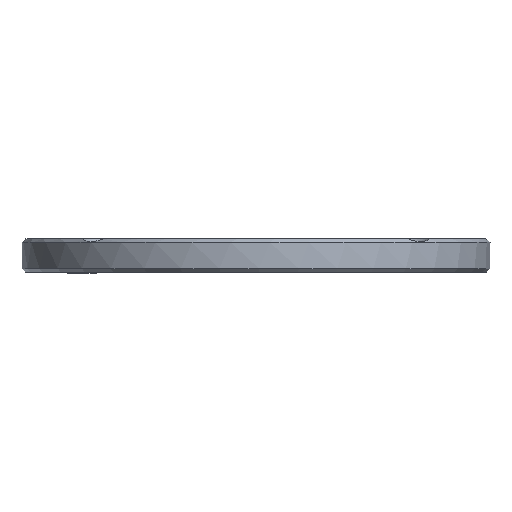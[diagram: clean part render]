
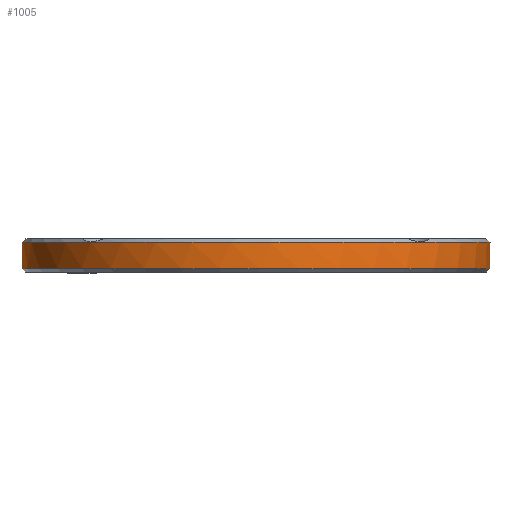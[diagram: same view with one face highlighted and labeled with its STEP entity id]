
A CAD part, front view. The second image highlights one B-rep face of the part: STEP entity #1005.
In plain terms, the highlighted cylindrical face has radius 33.5 mm (diameter 67 mm), a full revolution.
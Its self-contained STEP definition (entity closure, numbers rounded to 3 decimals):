
#81=LINE('',#1730,#135);
#82=LINE('',#1734,#136);
#135=VECTOR('',#1240,1000.);
#136=VECTOR('',#1243,1000.);
#229=CIRCLE('',#1093,33.5);
#230=CIRCLE('',#1094,33.5);
#231=CIRCLE('',#1095,33.5);
#311=ORIENTED_EDGE('',*,*,#600,.T.);
#312=ORIENTED_EDGE('',*,*,#601,.T.);
#313=ORIENTED_EDGE('',*,*,#602,.T.);
#314=ORIENTED_EDGE('',*,*,#603,.F.);
#315=ORIENTED_EDGE('',*,*,#604,.T.);
#600=EDGE_CURVE('',#742,#742,#229,.F.);
#601=EDGE_CURVE('',#743,#744,#230,.T.);
#602=EDGE_CURVE('',#744,#745,#81,.T.);
#603=EDGE_CURVE('',#746,#745,#231,.F.);
#604=EDGE_CURVE('',#746,#743,#82,.F.);
#742=VERTEX_POINT('',#1726);
#743=VERTEX_POINT('',#1728);
#744=VERTEX_POINT('',#1729);
#745=VERTEX_POINT('',#1731);
#746=VERTEX_POINT('',#1733);
#827=EDGE_LOOP('',(#311));
#828=EDGE_LOOP('',(#312,#313,#314,#315));
#912=FACE_BOUND('',#827,.T.);
#913=FACE_BOUND('',#828,.T.);
#987=CYLINDRICAL_SURFACE('',#1092,33.5);
#1005=ADVANCED_FACE('',(#912,#913),#987,.T.);
#1092=AXIS2_PLACEMENT_3D('',#1724,#1234,#1235);
#1093=AXIS2_PLACEMENT_3D('',#1725,#1236,#1237);
#1094=AXIS2_PLACEMENT_3D('',#1727,#1238,#1239);
#1095=AXIS2_PLACEMENT_3D('',#1732,#1241,#1242);
#1234=DIRECTION('',(0.,0.,1.));
#1235=DIRECTION('',(0.537,0.843,0.));
#1236=DIRECTION('',(0.,0.,1.));
#1237=DIRECTION('',(1.,0.,0.));
#1238=DIRECTION('',(0.,0.,1.));
#1239=DIRECTION('',(1.,0.,0.));
#1240=DIRECTION('',(0.,0.,1.));
#1241=DIRECTION('',(0.,0.,1.));
#1242=DIRECTION('',(0.,-1.,0.));
#1243=DIRECTION('',(0.,0.,1.));
#1724=CARTESIAN_POINT('',(0.,0.,-4.));
#1725=CARTESIAN_POINT('',(0.,0.,3.75));
#1726=CARTESIAN_POINT('',(33.5,0.,3.75));
#1727=CARTESIAN_POINT('',(0.,0.,0.));
#1728=CARTESIAN_POINT('',(29.908,15.092,0.));
#1729=CARTESIAN_POINT('',(31.82,10.475,0.));
#1730=CARTESIAN_POINT('',(31.82,10.475,-4.));
#1731=CARTESIAN_POINT('',(31.82,10.475,2.25));
#1732=CARTESIAN_POINT('',(0.,0.,2.25));
#1733=CARTESIAN_POINT('',(29.908,15.092,2.25));
#1734=CARTESIAN_POINT('',(29.908,15.092,-4.));
